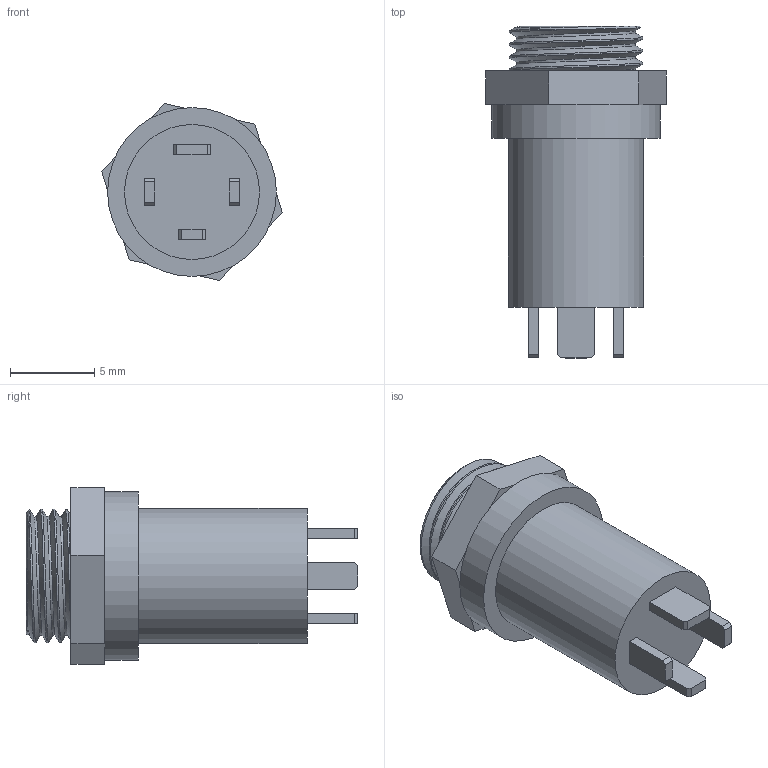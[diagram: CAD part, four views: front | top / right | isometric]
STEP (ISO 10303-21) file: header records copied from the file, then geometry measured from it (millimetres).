
FILE_DESCRIPTION(/* description */ (''),/* implementation_level */ '2;1');
FILE_NAME(/* name */ 'Stephen - Audio Jack v3.step',/* time_stamp */ '2021-05-12T13:45:27-04:00',/* author */ (''),/* organization */ (''),/* preprocessor_version */ 'ST-DEVELOPER v18.1',/* originating_system */ 'Autodesk Translation Framework v9.10.0.1330',/* authorisation */ '');
FILE_SCHEMA (('AUTOMOTIVE_DESIGN { 1 0 10303 214 3 1 1 }'));
Length unit declared in the file: millimetre
Products named in the file (1): Stephen - Audio Jack
Bounding box: 10.7 x 19.65 x 10.48 mm (x, y, z)
Volume: 816.7 mm3; surface area: 1016.9 mm2
Topology: 6 solids, 6 shells, 73 faces, 177 edges, 119 vertices
Faces by surface type: plane 45, cylinder 19, bspline 6, cone 3
Full cylindrical faces by diameter (mm): 4 x1, 7.048 x1, 7.908 x2, 8 x1, 10 x1
Entity records: 3367 total; most frequent: CARTESIAN_POINT 1704, ORIENTED_EDGE 354, DIRECTION 280, EDGE_CURVE 177, VERTEX_POINT 119, LINE 110, VECTOR 110, AXIS2_PLACEMENT_3D 85
